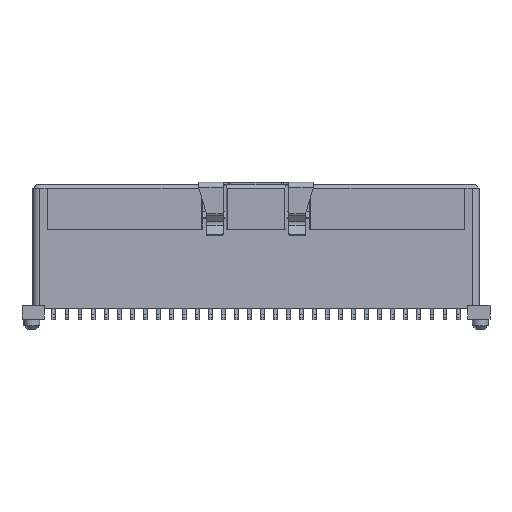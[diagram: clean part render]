
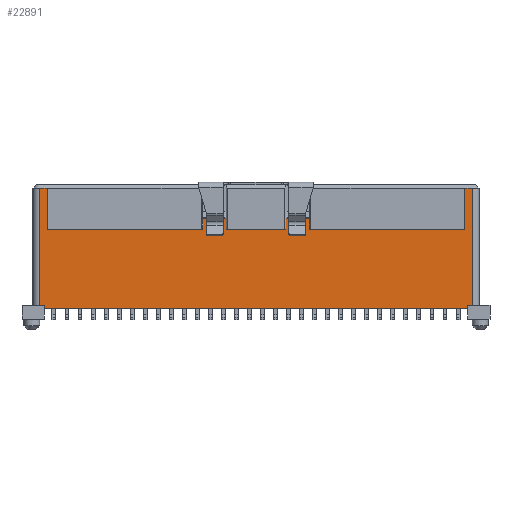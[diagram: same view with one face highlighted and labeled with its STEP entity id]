
A CAD part, front view. The second image highlights one B-rep face of the part: STEP entity #22891.
In plain terms, the highlighted planar face has unit normal (0, -1, 0).
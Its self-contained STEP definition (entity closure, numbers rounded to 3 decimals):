
#2348=ORIENTED_EDGE('',*,*,#8890,.F.);
#2349=ORIENTED_EDGE('',*,*,#8891,.T.);
#2350=ORIENTED_EDGE('',*,*,#8892,.T.);
#2351=ORIENTED_EDGE('',*,*,#8893,.T.);
#2352=ORIENTED_EDGE('',*,*,#8894,.T.);
#2353=ORIENTED_EDGE('',*,*,#8895,.F.);
#2354=ORIENTED_EDGE('',*,*,#8896,.T.);
#2355=ORIENTED_EDGE('',*,*,#8897,.F.);
#2356=ORIENTED_EDGE('',*,*,#8788,.T.);
#2357=ORIENTED_EDGE('',*,*,#8898,.F.);
#2358=ORIENTED_EDGE('',*,*,#8899,.T.);
#2359=ORIENTED_EDGE('',*,*,#8872,.T.);
#2360=ORIENTED_EDGE('',*,*,#8900,.T.);
#2361=ORIENTED_EDGE('',*,*,#8901,.F.);
#2362=ORIENTED_EDGE('',*,*,#8902,.T.);
#2363=ORIENTED_EDGE('',*,*,#8903,.T.);
#2364=ORIENTED_EDGE('',*,*,#8904,.F.);
#2365=ORIENTED_EDGE('',*,*,#8905,.T.);
#2366=ORIENTED_EDGE('',*,*,#8906,.T.);
#2367=ORIENTED_EDGE('',*,*,#8907,.T.);
#8788=EDGE_CURVE('',#11938,#11937,#14273,.T.);
#8872=EDGE_CURVE('',#12014,#12013,#14352,.T.);
#8890=EDGE_CURVE('',#12027,#12028,#14369,.T.);
#8891=EDGE_CURVE('',#12027,#12029,#14370,.T.);
#8892=EDGE_CURVE('',#12029,#12030,#14371,.T.);
#8893=EDGE_CURVE('',#12030,#12031,#14372,.T.);
#8894=EDGE_CURVE('',#12031,#12032,#14373,.T.);
#8895=EDGE_CURVE('',#12033,#12032,#14374,.T.);
#8896=EDGE_CURVE('',#12033,#12034,#14375,.T.);
#8897=EDGE_CURVE('',#11938,#12034,#14376,.T.);
#8898=EDGE_CURVE('',#12035,#11937,#14377,.T.);
#8899=EDGE_CURVE('',#12035,#12014,#14378,.T.);
#8900=EDGE_CURVE('',#12013,#12036,#14379,.T.);
#8901=EDGE_CURVE('',#12037,#12036,#14380,.T.);
#8902=EDGE_CURVE('',#12037,#12038,#14381,.T.);
#8903=EDGE_CURVE('',#12038,#12039,#14382,.T.);
#8904=EDGE_CURVE('',#12040,#12039,#14383,.T.);
#8905=EDGE_CURVE('',#12040,#12041,#14384,.T.);
#8906=EDGE_CURVE('',#12041,#12042,#14385,.T.);
#8907=EDGE_CURVE('',#12042,#12028,#14386,.T.);
#11937=VERTEX_POINT('',#33695);
#11938=VERTEX_POINT('',#33697);
#12013=VERTEX_POINT('',#33875);
#12014=VERTEX_POINT('',#33877);
#12027=VERTEX_POINT('',#33913);
#12028=VERTEX_POINT('',#33914);
#12029=VERTEX_POINT('',#33916);
#12030=VERTEX_POINT('',#33918);
#12031=VERTEX_POINT('',#33920);
#12032=VERTEX_POINT('',#33922);
#12033=VERTEX_POINT('',#33924);
#12034=VERTEX_POINT('',#33926);
#12035=VERTEX_POINT('',#33929);
#12036=VERTEX_POINT('',#33932);
#12037=VERTEX_POINT('',#33934);
#12038=VERTEX_POINT('',#33936);
#12039=VERTEX_POINT('',#33938);
#12040=VERTEX_POINT('',#33940);
#12041=VERTEX_POINT('',#33942);
#12042=VERTEX_POINT('',#33944);
#14273=LINE('',#33696,#17438);
#14352=LINE('',#33876,#17517);
#14369=LINE('',#33912,#17534);
#14370=LINE('',#33915,#17535);
#14371=LINE('',#33917,#17536);
#14372=LINE('',#33919,#17537);
#14373=LINE('',#33921,#17538);
#14374=LINE('',#33923,#17539);
#14375=LINE('',#33925,#17540);
#14376=LINE('',#33927,#17541);
#14377=LINE('',#33928,#17542);
#14378=LINE('',#33930,#17543);
#14379=LINE('',#33931,#17544);
#14380=LINE('',#33933,#17545);
#14381=LINE('',#33935,#17546);
#14382=LINE('',#33937,#17547);
#14383=LINE('',#33939,#17548);
#14384=LINE('',#33941,#17549);
#14385=LINE('',#33943,#17550);
#14386=LINE('',#33945,#17551);
#17438=VECTOR('',#27152,1000.);
#17517=VECTOR('',#27281,1000.);
#17534=VECTOR('',#27310,1000.);
#17535=VECTOR('',#27311,1000.);
#17536=VECTOR('',#27312,1000.);
#17537=VECTOR('',#27313,1000.);
#17538=VECTOR('',#27314,1000.);
#17539=VECTOR('',#27315,1000.);
#17540=VECTOR('',#27316,1000.);
#17541=VECTOR('',#27317,1000.);
#17542=VECTOR('',#27318,1000.);
#17543=VECTOR('',#27319,1000.);
#17544=VECTOR('',#27320,1000.);
#17545=VECTOR('',#27321,1000.);
#17546=VECTOR('',#27322,1000.);
#17547=VECTOR('',#27323,1000.);
#17548=VECTOR('',#27324,1000.);
#17549=VECTOR('',#27325,1000.);
#17550=VECTOR('',#27326,1000.);
#17551=VECTOR('',#27327,1000.);
#19766=EDGE_LOOP('',(#2348,#2349,#2350,#2351,#2352,#2353,#2354,#2355,#2356,
#2357,#2358,#2359,#2360,#2361,#2362,#2363,#2364,#2365,#2366,#2367));
#20851=FACE_BOUND('',#19766,.T.);
#21868=PLANE('',#24148);
#22891=ADVANCED_FACE('',(#20851),#21868,.T.);
#24148=AXIS2_PLACEMENT_3D('',#33911,#27308,#27309);
#27152=DIRECTION('',(1.,0.,0.));
#27281=DIRECTION('',(0.,0.,1.));
#27308=DIRECTION('',(0.,-1.,0.));
#27309=DIRECTION('',(1.,0.,0.));
#27310=DIRECTION('',(1.,0.,0.));
#27311=DIRECTION('',(0.,0.,-1.));
#27312=DIRECTION('',(-1.,0.,0.));
#27313=DIRECTION('',(0.,0.,1.));
#27314=DIRECTION('',(-1.,0.,0.));
#27315=DIRECTION('',(0.,0.,1.));
#27316=DIRECTION('',(1.,0.,0.));
#27317=DIRECTION('',(0.,0.,1.));
#27318=DIRECTION('',(0.,0.,-1.));
#27319=DIRECTION('',(1.,0.,0.));
#27320=DIRECTION('',(-1.,0.,0.));
#27321=DIRECTION('',(0.,0.,1.));
#27322=DIRECTION('',(-1.,0.,0.));
#27323=DIRECTION('',(0.,0.,1.));
#27324=DIRECTION('',(1.,0.,0.));
#27325=DIRECTION('',(0.,0.,-1.));
#27326=DIRECTION('',(-1.,0.,0.));
#27327=DIRECTION('',(0.,0.,1.));
#33695=CARTESIAN_POINT('',(16.23,-1.46,0.));
#33696=CARTESIAN_POINT('',(-16.61,-1.46,0.));
#33697=CARTESIAN_POINT('',(-16.23,-1.46,0.));
#33875=CARTESIAN_POINT('',(16.61,-1.46,9.25));
#33876=CARTESIAN_POINT('',(16.61,-1.46,0.));
#33877=CARTESIAN_POINT('',(16.61,-1.46,0.254));
#33911=CARTESIAN_POINT('',(-16.61,-1.46,0.));
#33912=CARTESIAN_POINT('',(-4.1,-1.46,6.9));
#33913=CARTESIAN_POINT('',(-4.1,-1.46,6.9));
#33914=CARTESIAN_POINT('',(-2.3,-1.46,6.9));
#33915=CARTESIAN_POINT('',(-4.1,-1.46,9.5));
#33916=CARTESIAN_POINT('',(-4.1,-1.46,6.1));
#33917=CARTESIAN_POINT('',(-4.1,-1.46,6.1));
#33918=CARTESIAN_POINT('',(-16.01,-1.46,6.1));
#33919=CARTESIAN_POINT('',(-16.01,-1.46,0.));
#33920=CARTESIAN_POINT('',(-16.01,-1.46,9.25));
#33921=CARTESIAN_POINT('',(-16.61,-1.46,9.25));
#33922=CARTESIAN_POINT('',(-16.61,-1.46,9.25));
#33923=CARTESIAN_POINT('',(-16.61,-1.46,0.));
#33924=CARTESIAN_POINT('',(-16.61,-1.46,0.254));
#33925=CARTESIAN_POINT('',(-16.61,-1.46,0.254));
#33926=CARTESIAN_POINT('',(-16.23,-1.46,0.254));
#33927=CARTESIAN_POINT('',(-16.23,-1.46,0.));
#33928=CARTESIAN_POINT('',(16.23,-1.46,0.));
#33929=CARTESIAN_POINT('',(16.23,-1.46,0.254));
#33930=CARTESIAN_POINT('',(16.01,-1.46,0.254));
#33931=CARTESIAN_POINT('',(16.01,-1.46,9.25));
#33932=CARTESIAN_POINT('',(16.01,-1.46,9.25));
#33933=CARTESIAN_POINT('',(16.01,-1.46,0.));
#33934=CARTESIAN_POINT('',(16.01,-1.46,6.1));
#33935=CARTESIAN_POINT('',(16.01,-1.46,6.1));
#33936=CARTESIAN_POINT('',(4.1,-1.46,6.1));
#33937=CARTESIAN_POINT('',(4.1,-1.46,6.1));
#33938=CARTESIAN_POINT('',(4.1,-1.46,6.9));
#33939=CARTESIAN_POINT('',(-4.1,-1.46,6.9));
#33940=CARTESIAN_POINT('',(2.3,-1.46,6.9));
#33941=CARTESIAN_POINT('',(2.3,-1.46,9.5));
#33942=CARTESIAN_POINT('',(2.3,-1.46,6.1));
#33943=CARTESIAN_POINT('',(2.3,-1.46,6.1));
#33944=CARTESIAN_POINT('',(-2.3,-1.46,6.1));
#33945=CARTESIAN_POINT('',(-2.3,-1.46,6.1));
